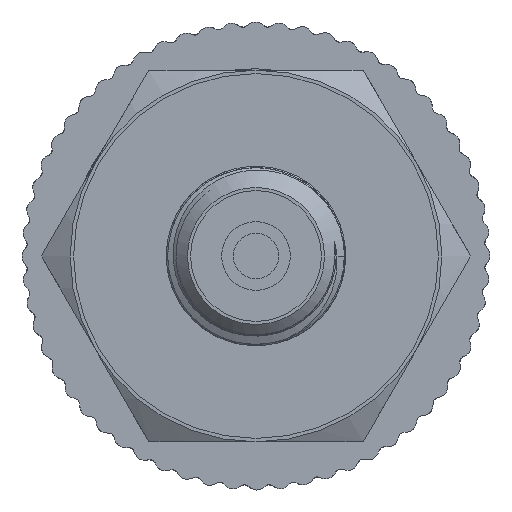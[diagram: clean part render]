
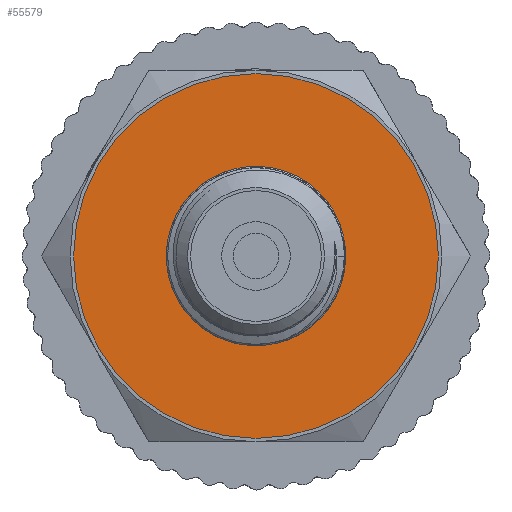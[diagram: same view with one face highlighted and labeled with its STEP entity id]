
A CAD part, left-side view. The second image highlights one B-rep face of the part: STEP entity #55579.
In plain terms, the highlighted planar face has unit normal (-1, 0, 0).
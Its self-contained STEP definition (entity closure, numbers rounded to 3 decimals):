
#5077=PLANE('',#58966);
#7225=FACE_BOUND('',#11794,.T.);
#8260=FACE_OUTER_BOUND('',#11793,.T.);
#11793=EDGE_LOOP('',(#38659));
#11794=EDGE_LOOP('',(#38660));
#15414=CIRCLE('',#58938,13.25);
#15416=CIRCLE('',#58942,6.5);
#22763=VERTEX_POINT('',#93922);
#22766=VERTEX_POINT('',#94319);
#28858=EDGE_CURVE('',#22763,#22763,#15414,.T.);
#28864=EDGE_CURVE('',#22766,#22766,#15416,.T.);
#38659=ORIENTED_EDGE('',*,*,#28858,.T.);
#38660=ORIENTED_EDGE('',*,*,#28864,.T.);
#55579=ADVANCED_FACE('',(#8260,#7225),#5077,.T.);
#58938=AXIS2_PLACEMENT_3D('',#93923,#67028,#67029);
#58942=AXIS2_PLACEMENT_3D('',#94320,#67037,#67038);
#58966=AXIS2_PLACEMENT_3D('',#95987,#67091,#67092);
#67028=DIRECTION('center_axis',(-1.,0.,0.));
#67029=DIRECTION('ref_axis',(0.,1.,0.));
#67037=DIRECTION('center_axis',(1.,0.,0.));
#67038=DIRECTION('ref_axis',(0.,0.,-1.));
#67091=DIRECTION('center_axis',(-1.,0.,0.));
#67092=DIRECTION('ref_axis',(0.,0.,1.));
#93922=CARTESIAN_POINT('',(-47.,-13.25,0.));
#93923=CARTESIAN_POINT('Origin',(-47.,0.,0.));
#94319=CARTESIAN_POINT('',(-47.,0.,6.5));
#94320=CARTESIAN_POINT('Origin',(-47.,0.,0.));
#95987=CARTESIAN_POINT('Origin',(-47.,13.5,0.));
